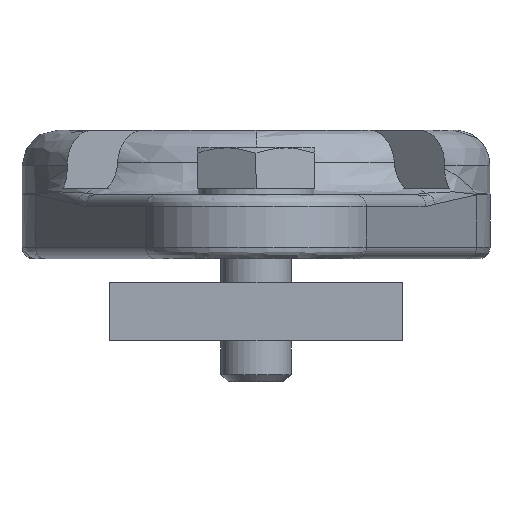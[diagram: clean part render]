
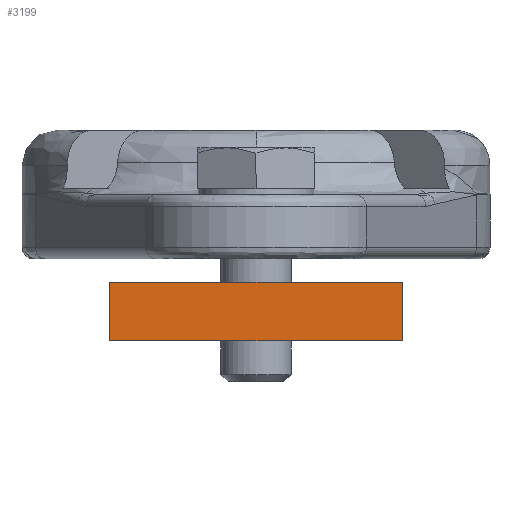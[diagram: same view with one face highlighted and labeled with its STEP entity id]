
A CAD part, left-side view. The second image highlights one B-rep face of the part: STEP entity #3199.
In plain terms, the highlighted planar face has unit normal (-1, 0, 0).
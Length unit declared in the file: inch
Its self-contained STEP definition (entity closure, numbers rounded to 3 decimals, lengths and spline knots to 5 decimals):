
#647 = EDGE_LOOP ( 'NONE', ( #11078, #9214, #1934, #8103 ) ) ;
#845 = EDGE_CURVE ( 'NONE', #7756, #9292, #7480, .T. ) ;
#1779 = LINE ( 'NONE', #11195, #6300 ) ;
#1855 = VECTOR ( 'NONE', #3279, 39.37008 ) ;
#1934 = ORIENTED_EDGE ( 'NONE', *, *, #845, .F. ) ;
#2272 = DIRECTION ( 'NONE',  ( 1., 0., 0. ) ) ;
#2335 = PLANE ( 'NONE',  #10764 ) ;
#2539 = EDGE_CURVE ( 'NONE', #7756, #9720, #5577, .T. ) ;
#2676 = DIRECTION ( 'NONE',  ( 0., 1., 0. ) ) ;
#3199 = ADVANCED_FACE ( 'NONE', ( #9566 ), #2335, .F. ) ;
#3279 = DIRECTION ( 'NONE',  ( 0., 0., -1. ) ) ;
#3881 = CARTESIAN_POINT ( 'NONE',  ( -1.77165, -0.49213, -0.29528 ) ) ;
#4801 = DIRECTION ( 'NONE',  ( 0., 0., -1. ) ) ;
#5278 = LINE ( 'NONE', #9844, #1855 ) ;
#5431 = CARTESIAN_POINT ( 'NONE',  ( -1.77165, 0.49213, -0.29528 ) ) ;
#5577 = LINE ( 'NONE', #5638, #8456 ) ;
#5638 = CARTESIAN_POINT ( 'NONE',  ( -1.77165, 0.49213, -0.29528 ) ) ;
#6015 = CARTESIAN_POINT ( 'NONE',  ( -1.77165, -0.49213, -0.29528 ) ) ;
#6300 = VECTOR ( 'NONE', #2676, 39.37008 ) ;
#6503 = VERTEX_POINT ( 'NONE', #11308 ) ;
#7418 = DIRECTION ( 'NONE',  ( 0., 1., 0. ) ) ;
#7480 = LINE ( 'NONE', #3881, #10550 ) ;
#7756 = VERTEX_POINT ( 'NONE', #11297 ) ;
#7786 = CARTESIAN_POINT ( 'NONE',  ( -1.77165, -0.49213, -0.49213 ) ) ;
#7851 = DIRECTION ( 'NONE',  ( 0., 1., 0. ) ) ;
#8103 = ORIENTED_EDGE ( 'NONE', *, *, #2539, .T. ) ;
#8456 = VECTOR ( 'NONE', #7418, 39.37008 ) ;
#8578 = EDGE_CURVE ( 'NONE', #9720, #6503, #5278, .T. ) ;
#9214 = ORIENTED_EDGE ( 'NONE', *, *, #9544, .F. ) ;
#9292 = VERTEX_POINT ( 'NONE', #7786 ) ;
#9544 = EDGE_CURVE ( 'NONE', #9292, #6503, #1779, .T. ) ;
#9566 = FACE_OUTER_BOUND ( 'NONE', #647, .T. ) ;
#9720 = VERTEX_POINT ( 'NONE', #5431 ) ;
#9844 = CARTESIAN_POINT ( 'NONE',  ( -1.77165, 0.49213, -0.29528 ) ) ;
#10550 = VECTOR ( 'NONE', #4801, 39.37008 ) ;
#10764 = AXIS2_PLACEMENT_3D ( 'NONE', #6015, #2272, #7851 ) ;
#11078 = ORIENTED_EDGE ( 'NONE', *, *, #8578, .T. ) ;
#11195 = CARTESIAN_POINT ( 'NONE',  ( -1.77165, -0.49213, -0.49213 ) ) ;
#11297 = CARTESIAN_POINT ( 'NONE',  ( -1.77165, -0.49213, -0.29528 ) ) ;
#11308 = CARTESIAN_POINT ( 'NONE',  ( -1.77165, 0.49213, -0.49213 ) ) ;
